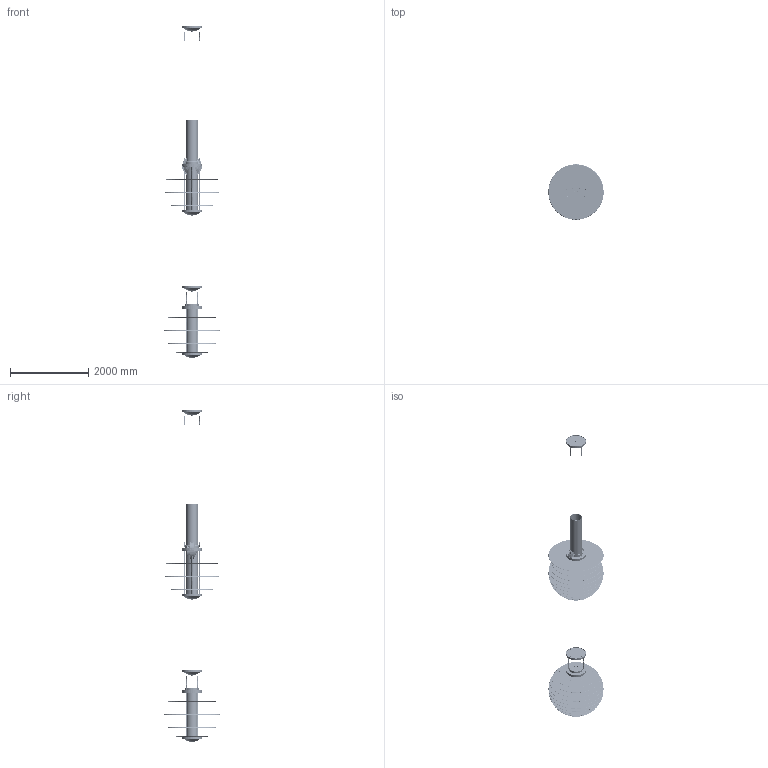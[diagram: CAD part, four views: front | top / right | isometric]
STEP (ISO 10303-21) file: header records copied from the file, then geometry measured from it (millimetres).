
FILE_DESCRIPTION( ( 'STEP AP203' ), '1' );
FILE_NAME( '0024-3VN completa alleggerita.stp', '2015-05-05T09:16:15', ( ' ' ), ( ' ' ), 'XStep 1.0', ' ', ' ' );
FILE_SCHEMA( ( 'CONFIG_CONTROL_DESIGN) ( )' ) );
Length unit declared in the file: metre
Products named in the file (52): Assem1; Assem2; Assem3; 1; 2; 3; 4; 5; 6; 7; 8; 9; 10; 11; 12; 13; 14; 15; 16; 17; 18; 19; 20; 21; 22; 23; 24; 25; 26; 27; 28; 29; 30; 31; 32; 33; 34; 35; 36; 37 ...
Bounding box: 1415 x 1415 x 8493.73 mm (x, y, z)
Volume: 280305323.7 mm3; surface area: 80265059.9 mm2
Topology: 725 solids, 725 shells, 12625 faces, 30431 edges, 19376 vertices
Faces by surface type: plane 6880, cylinder 4933, sphere 413, cone 209, torus 124, bspline 66
Full cylindrical faces by diameter (mm): 2 x12, 2.459 x24, 3 x9, 3.242 x105, 3.3 x30, 4 x136, 4.2 x41, 4.3 x19, 4.4 x5, 4.5 x42, 5 x35, 6 x17, 6.2 x84, 6.3 x6, 7 x21, 7.7 x23, 8 x42, 8.376 x21, 8.5 x17, 8.9 x17, 10 x212, 11 x21, 11.9 x5, 11.92 x9, 12 x3, 13 x68, 13.157 x49, 13.2 x3, 13.835 x114, 14 x27
Entity records: 55027 total; most frequent: CARTESIAN_POINT 10605, DIRECTION 9217, ORIENTED_EDGE 7816, EDGE_CURVE 3908, AXIS2_PLACEMENT_3D 3419, VERTEX_POINT 2747, EDGE_LOOP 2403, LINE 2379
